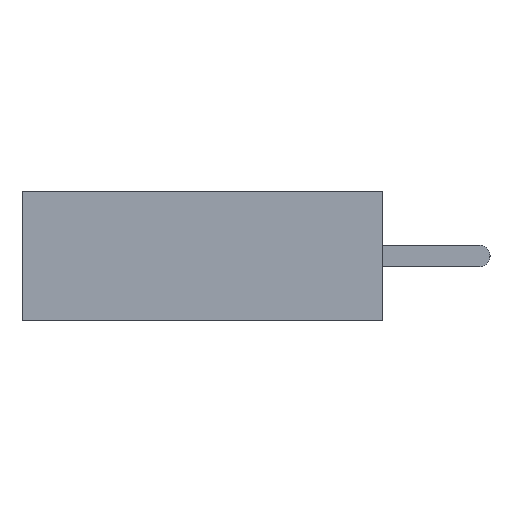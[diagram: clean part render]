
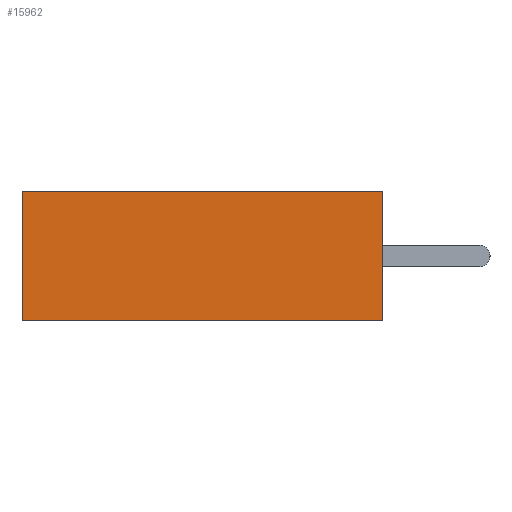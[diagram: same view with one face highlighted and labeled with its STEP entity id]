
A CAD part, left-side view. The second image highlights one B-rep face of the part: STEP entity #15962.
In plain terms, the highlighted planar face has unit normal (-1, 0, 0).
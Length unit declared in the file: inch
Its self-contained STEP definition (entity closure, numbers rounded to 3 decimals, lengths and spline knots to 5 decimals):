
#3592=ORIENTED_EDGE('',*,*,#7026,.T.);
#3593=ORIENTED_EDGE('',*,*,#6362,.F.);
#3594=ORIENTED_EDGE('',*,*,#6924,.F.);
#3595=ORIENTED_EDGE('',*,*,#6078,.T.);
#6078=EDGE_CURVE('',#8049,#8048,#9864,.T.);
#6362=EDGE_CURVE('',#8332,#8333,#10055,.T.);
#6924=EDGE_CURVE('',#8049,#8332,#10514,.T.);
#7026=EDGE_CURVE('',#8048,#8333,#10616,.T.);
#8048=VERTEX_POINT('',#23737);
#8049=VERTEX_POINT('',#23739);
#8332=VERTEX_POINT('',#24306);
#8333=VERTEX_POINT('',#24308);
#9864=LINE('',#23738,#11938);
#10055=LINE('',#24307,#12129);
#10514=LINE('',#25406,#12588);
#10616=LINE('',#25609,#12690);
#11938=VECTOR('',#19251,39.37008);
#12129=VECTOR('',#19630,39.37008);
#12588=VECTOR('',#20547,39.37008);
#12690=VECTOR('',#20651,39.37008);
#13551=EDGE_LOOP('',(#3592,#3593,#3594,#3595));
#14413=FACE_BOUND('',#13551,.T.);
#15200=PLANE('',#17051);
#15962=ADVANCED_FACE('',(#14413),#15200,.F.);
#17051=AXIS2_PLACEMENT_3D('',#25608,#20649,#20650);
#19251=DIRECTION('',(0.,-1.,0.));
#19630=DIRECTION('',(0.,-1.,0.));
#20547=DIRECTION('',(0.,0.,1.));
#20649=DIRECTION('',(1.,0.,0.));
#20650=DIRECTION('',(0.,0.,-1.));
#20651=DIRECTION('',(0.,0.,1.));
#23737=CARTESIAN_POINT('',(-0.6295,0.,-0.06));
#23738=CARTESIAN_POINT('',(-0.6295,0.335,-0.06));
#23739=CARTESIAN_POINT('',(-0.6295,0.335,-0.06));
#24306=CARTESIAN_POINT('',(-0.6295,0.335,0.06));
#24307=CARTESIAN_POINT('',(-0.6295,0.335,0.06));
#24308=CARTESIAN_POINT('',(-0.6295,0.,0.06));
#25406=CARTESIAN_POINT('',(-0.6295,0.335,-0.06));
#25608=CARTESIAN_POINT('',(-0.6295,0.335,-0.06));
#25609=CARTESIAN_POINT('',(-0.6295,0.,-0.06));
